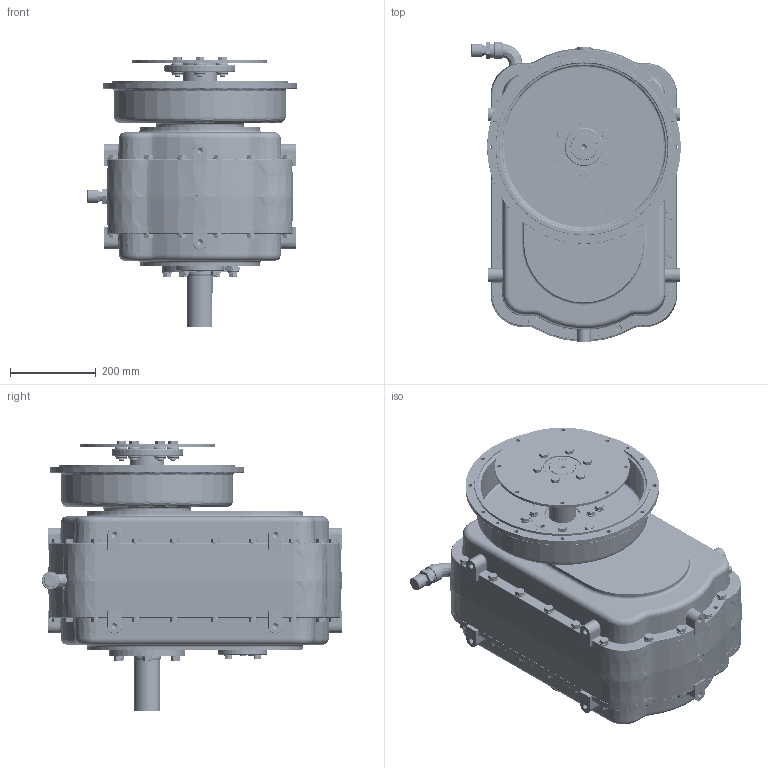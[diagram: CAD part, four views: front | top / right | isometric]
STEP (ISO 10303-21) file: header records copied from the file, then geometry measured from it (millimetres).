
FILE_DESCRIPTION (( 'STEP AP214' ), '1' );
FILE_NAME ('D290E116002.STEP', '2017-10-19T11:56:14', ( 'MikeMihajlovic' ), ( 'Microsoft' ), 'SwSTEP 2.0', 'SolidWorks 2017', '' );
FILE_SCHEMA (( 'AUTOMOTIVE_DESIGN' ));
Length unit declared in the file: inch
Products named in the file (42): SAE 10_03; SH K-_SH K-22007; DUX12063_SAE 10; OS2.500X3.251-2; SAE 10_01; D290011; PPSKG.38-18_PPSKG.38-18; D290010; PPSKG1.00-11.5; D17-3-cplg_D17-3-CPLG; PPSKM.38-18; D290016; SHCS 0.25-20x.50_SHCS 0.25-20x.50; D290002; D204013; D290001; DWL 0.50x1.25_DWL.50x1.25; D290003; AV1637-050800; PPSKG.25-18; D290009; RB1.00x.50NPT; LWZ.38_Regular LW 0.375; D290008_GearTrax; STEL1.00NPT90; HHCSZ.375-16x1_HBOLT 0.3750-16x1x1-N; HHCSZ.50-13x1.50_HHCSZ.50-13X1.50; SH K-_SH K-21220; D290E116002; HHCSZ.50-13x1.75_HHCSZ.50-13X1.75; SH K-_SH K-21207; LWZ .50_LWZ .50; SH K-_SH K-21205; SH K-_SH K-21720; D290018; SH K-_SH K-21705; SG.75NPT-02; SH K-_SH K-22020; FCDPDUX12147; SH K-_SH K-22005 ...
Assembly tree (180 placements, depth 3):
  D290E116002
    D290008_GearTrax
    D290009
    D290003
    D290001
    D290002
    D290016
    D17-3-cplg_D17-3-CPLG
    D290010
    D290011
    OS2.500X3.251-2  x2
    SH K-_SH K-22007
    SH K-_SH K-21707
    SH K-_SH K-22005
    SH K-_SH K-22020
    SH K-_SH K-21705
    SH K-_SH K-21720
    LWZ .50_LWZ .50  x56
    HHCSZ.50-13x1.75_HHCSZ.50-13X1.75  x10
    HHCSZ.50-13x1.50_HHCSZ.50-13X1.50  x46
    STEL1.00NPT90
    RB1.00x.50NPT
    AV1637-050800
    DWL 0.50x1.25_DWL.50x1.25  x4
    D204013  x2
    SHCS 0.25-20x.50_SHCS 0.25-20x.50  x4
    PPSKM.38-18
    PPSKG1.00-11.5
    PPSKG.38-18_PPSKG.38-18
    FCDPDUX12147
      SAE 10_01
      DUX12063_SAE 10
      SAE 10_03  x6
      SAE 10_04  x6
      HHCSZ.50-13x1.50_HHCSZ.50-13X1.50  x6
    SG.75NPT-02
    D290018
    SH K-_SH K-21205
    SH K-_SH K-21207
    SH K-_SH K-21220
    HHCSZ.375-16x1_HBOLT 0.3750-16x1x1-N  x4
    LWZ.38_Regular LW 0.375  x4
    PPSKG.25-18
Bounding box: 487.76 x 699.33 x 630.05 mm (x, y, z)
Volume: 33563433.7 mm3; surface area: 4025217.3 mm2
Topology: 178 solids, 185 shells, 5664 faces, 13184 edges, 7881 vertices
Faces by surface type: plane 1845, cylinder 1745, cone 1461, torus 355, bspline 226, sphere 32
Entity records: 134240 total; most frequent: CARTESIAN_POINT 52348, DIRECTION 16808, ORIENTED_EDGE 15568, EDGE_CURVE 7792, AXIS2_PLACEMENT_3D 6968, VERTEX_POINT 4858, CIRCLE 3847, EDGE_LOOP 3690
